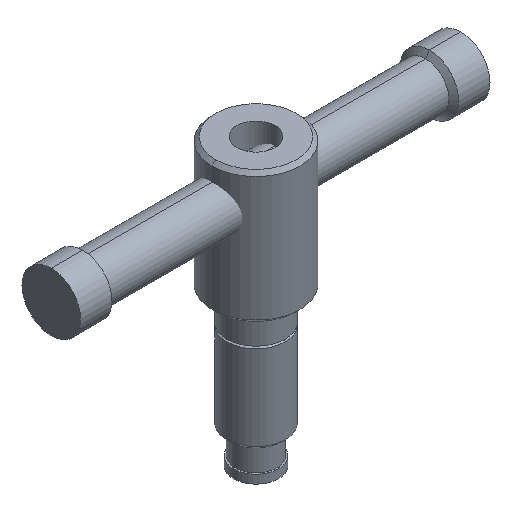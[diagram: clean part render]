
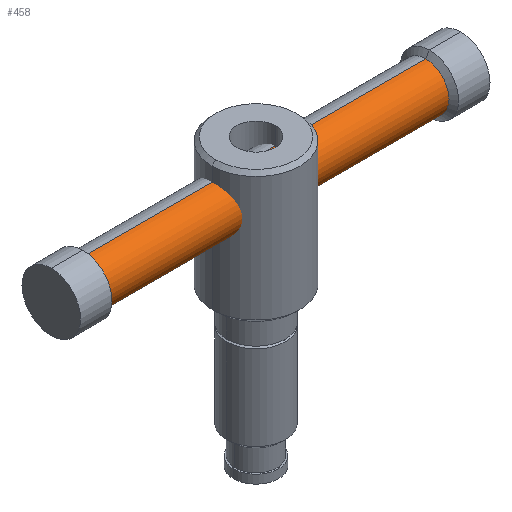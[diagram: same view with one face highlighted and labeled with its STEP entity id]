
A CAD part, isometric view. The second image highlights one B-rep face of the part: STEP entity #458.
In plain terms, the highlighted cylindrical face has radius 8 mm (diameter 16 mm), a partial arc.
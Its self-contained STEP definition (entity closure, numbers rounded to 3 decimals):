
#284=VERTEX_POINT('',#657);
#330=EDGE_CURVE('',#540,#404,#707,.T.);
#382=EDGE_CURVE('',#404,#466,#763,.T.);
#384=EDGE_CURVE('',#540,#284,#765,.T.);
#404=VERTEX_POINT('',#791);
#434=EDGE_CURVE('',#466,#284,#826,.T.);
#458=ADVANCED_FACE('',(#856),#857,.T.);
#466=VERTEX_POINT('',#865);
#540=VERTEX_POINT('',#950);
#657=CARTESIAN_POINT('',(-58.,0.,94.));
#707=LINE('',#1155,#1156);
#763=CIRCLE('',#1234,8.0);
#765=CIRCLE('',#1237,8.0);
#791=CARTESIAN_POINT('',(58.,0.,78.));
#826=LINE('',#1308,#1309);
#856=FACE_OUTER_BOUND('',#1340,.T.);
#857=CYLINDRICAL_SURFACE('',#1341,8.0);
#865=CARTESIAN_POINT('',(58.,0.,94.));
#950=CARTESIAN_POINT('',(-58.,0.,78.));
#1155=CARTESIAN_POINT('',(-29.,0.,78.));
#1156=VECTOR('',#1637,1.0);
#1234=AXIS2_PLACEMENT_3D('',#1703,#1704,#1705);
#1237=AXIS2_PLACEMENT_3D('',#1706,#1707,#1708);
#1308=CARTESIAN_POINT('',(-29.,0.,94.));
#1309=VECTOR('',#1810,1.0);
#1340=EDGE_LOOP('',(#1862,#1863,#1864,#1865));
#1341=AXIS2_PLACEMENT_3D('',#1866,#1867,#1868);
#1637=DIRECTION('',(1.0,-0.0,-0.0));
#1703=CARTESIAN_POINT('',(58.,0.,86.));
#1704=DIRECTION('',(-1.0,0.0,0.0));
#1705=DIRECTION('',(0.0,0.,1.0));
#1706=CARTESIAN_POINT('',(-58.,0.,86.));
#1707=DIRECTION('',(-1.0,0.0,0.0));
#1708=DIRECTION('',(0.0,0.,1.0));
#1810=DIRECTION('',(-1.0,0.0,0.0));
#1862=ORIENTED_EDGE('',*,*,#434,.T.);
#1863=ORIENTED_EDGE('',*,*,#384,.F.);
#1864=ORIENTED_EDGE('',*,*,#330,.T.);
#1865=ORIENTED_EDGE('',*,*,#382,.T.);
#1866=CARTESIAN_POINT('',(-29.,0.,86.));
#1867=DIRECTION('',(1.0,-0.0,-0.0));
#1868=DIRECTION('',(0.0,0.,1.0));
